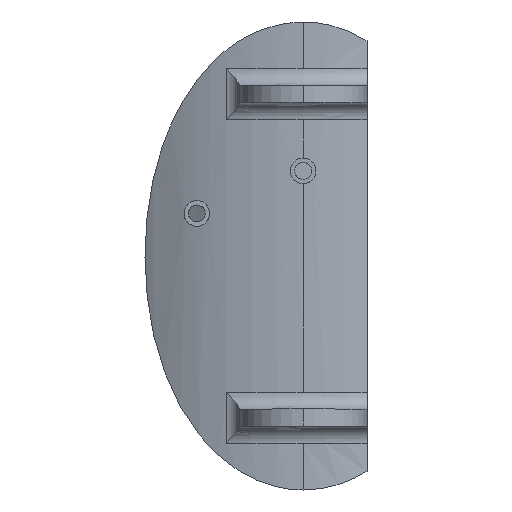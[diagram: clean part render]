
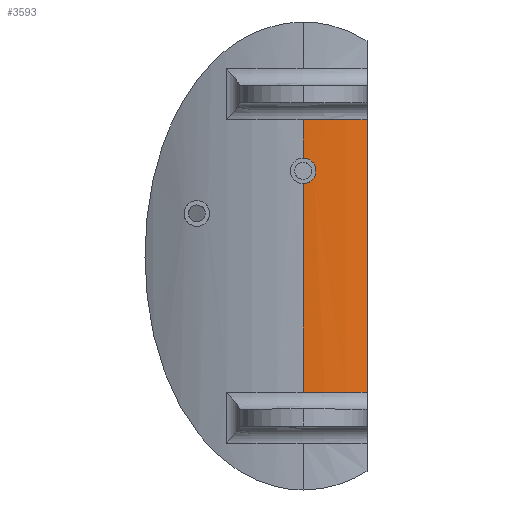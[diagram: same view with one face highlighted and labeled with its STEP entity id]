
A CAD part, top view. The second image highlights one B-rep face of the part: STEP entity #3593.
In plain terms, the highlighted cylindrical face has radius 70 mm (diameter 140 mm), a partial arc.
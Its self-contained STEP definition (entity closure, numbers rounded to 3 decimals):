
#417 = VERTEX_POINT ( 'NONE', #8594 ) ;
#421 = CARTESIAN_POINT ( 'NONE',  ( 3., 19.804, -0.064 ) ) ;
#542 = CARTESIAN_POINT ( 'NONE',  ( 1.329, 17.303, -0.012 ) ) ;
#782 = CARTESIAN_POINT ( 'NONE',  ( 2.26, 21.982, -0.036 ) ) ;
#837 = VERTEX_POINT ( 'NONE', #9269 ) ;
#1107 = DIRECTION ( 'NONE',  ( -1., 0., 0. ) ) ;
#1232 = EDGE_CURVE ( 'NONE', #11022, #1842, #2358, .T. ) ;
#1251 = LINE ( 'NONE', #10266, #10317 ) ;
#1286 = EDGE_CURVE ( 'NONE', #1402, #7662, #6467, .T. ) ;
#1402 = VERTEX_POINT ( 'NONE', #1793 ) ;
#1445 = ORIENTED_EDGE ( 'NONE', *, *, #5547, .F. ) ;
#1515 = CARTESIAN_POINT ( 'NONE',  ( 1.331, 22.696, -0.012 ) ) ;
#1769 = CIRCLE ( 'NONE', #4113, 70. ) ;
#1793 = CARTESIAN_POINT ( 'NONE',  ( 0., 23., 0. ) ) ;
#1842 = VERTEX_POINT ( 'NONE', #7659 ) ;
#1923 = EDGE_CURVE ( 'NONE', #1842, #1402, #6921, .T. ) ;
#1990 = CARTESIAN_POINT ( 'NONE',  ( 0., -32., -70. ) ) ;
#2111 = EDGE_CURVE ( 'NONE', #417, #837, #1769, .T. ) ;
#2358 = B_SPLINE_CURVE_WITH_KNOTS ( 'NONE', 3,
 ( #9295, #5785, #4830, #3931, #8447, #542, #7550, #3079, #2359, #9210, #3191, #9167, #4089, #4947, #4787, #5660, #421, #6557 ),
 .UNSPECIFIED., .F., .F.,
 ( 4, 2, 2, 2, 2, 2, 2, 2, 4 ),
 ( 0.005, 0.005, 0.006, 0.006, 0.007, 0.008, 0.008, 0.009, 0.009 ),
 .UNSPECIFIED. ) ;
#2359 = CARTESIAN_POINT ( 'NONE',  ( 1.981, 17.739, -0.028 ) ) ;
#2367 = ORIENTED_EDGE ( 'NONE', *, *, #2111, .T. ) ;
#2433 = CARTESIAN_POINT ( 'NONE',  ( 2.981, 20.391, -0.063 ) ) ;
#2465 = CARTESIAN_POINT ( 'NONE',  ( 3., 20.196, -0.064 ) ) ;
#2657 = LINE ( 'NONE', #3915, #11317 ) ;
#2900 = DIRECTION ( 'NONE',  ( 0., 1., 0. ) ) ;
#2938 = DIRECTION ( 'NONE',  ( 0., 0., 1. ) ) ;
#3076 = AXIS2_PLACEMENT_3D ( 'NONE', #5982, #4616, #2938 ) ;
#3079 = CARTESIAN_POINT ( 'NONE',  ( 1.83, 17.615, -0.024 ) ) ;
#3191 = CARTESIAN_POINT ( 'NONE',  ( 2.385, 18.17, -0.041 ) ) ;
#3228 = CARTESIAN_POINT ( 'NONE',  ( 2.904, 20.777, -0.06 ) ) ;
#3300 = CARTESIAN_POINT ( 'NONE',  ( 0.967, 22.847, -0.006 ) ) ;
#3391 = CARTESIAN_POINT ( 'NONE',  ( 0.198, 23., 0. ) ) ;
#3593 = ADVANCED_FACE ( 'NONE', ( #7470 ), #3927, .T. ) ;
#3915 = CARTESIAN_POINT ( 'NONE',  ( 15., -55.003, -1.626 ) ) ;
#3927 = CYLINDRICAL_SURFACE ( 'NONE', #3076, 70. ) ;
#3931 = CARTESIAN_POINT ( 'NONE',  ( 0.779, 17.096, -0.004 ) ) ;
#4089 = CARTESIAN_POINT ( 'NONE',  ( 2.697, 18.671, -0.052 ) ) ;
#4093 = DIRECTION ( 'NONE',  ( 0., 1., 0. ) ) ;
#4103 = DIRECTION ( 'NONE',  ( 0., -1., 0. ) ) ;
#4113 = AXIS2_PLACEMENT_3D ( 'NONE', #1990, #2900, #1107 ) ;
#4234 = CARTESIAN_POINT ( 'NONE',  ( 1.984, 22.259, -0.028 ) ) ;
#4486 = ORIENTED_EDGE ( 'NONE', *, *, #1286, .F. ) ;
#4616 = DIRECTION ( 'NONE',  ( 0., 1., 0. ) ) ;
#4775 = DIRECTION ( 'NONE',  ( 0., -1., 0. ) ) ;
#4787 = CARTESIAN_POINT ( 'NONE',  ( 2.904, 19.221, -0.06 ) ) ;
#4830 = CARTESIAN_POINT ( 'NONE',  ( 0.394, 17.02, -0.001 ) ) ;
#4932 = CIRCLE ( 'NONE', #8466, 70. ) ;
#4947 = CARTESIAN_POINT ( 'NONE',  ( 2.847, 19.034, -0.058 ) ) ;
#5547 = EDGE_CURVE ( 'NONE', #6943, #837, #2657, .T. ) ;
#5592 = ORIENTED_EDGE ( 'NONE', *, *, #1923, .F. ) ;
#5660 = CARTESIAN_POINT ( 'NONE',  ( 2.98, 19.605, -0.063 ) ) ;
#5718 = CARTESIAN_POINT ( 'NONE',  ( 0., 17., 0. ) ) ;
#5736 = EDGE_LOOP ( 'NONE', ( #8520, #2367, #1445, #6116, #4486, #5592, #6289 ) ) ;
#5785 = CARTESIAN_POINT ( 'NONE',  ( 0.196, 17., 0. ) ) ;
#5882 = DIRECTION ( 'NONE',  ( -1., 0., 0. ) ) ;
#5982 = CARTESIAN_POINT ( 'NONE',  ( 0., -55.003, -70. ) ) ;
#6116 = ORIENTED_EDGE ( 'NONE', *, *, #11227, .T. ) ;
#6289 = ORIENTED_EDGE ( 'NONE', *, *, #1232, .F. ) ;
#6467 = LINE ( 'NONE', #10507, #11296 ) ;
#6557 = CARTESIAN_POINT ( 'NONE',  ( 3., 20., -0.064 ) ) ;
#6821 = CARTESIAN_POINT ( 'NONE',  ( 0.777, 22.904, -0.004 ) ) ;
#6856 = CARTESIAN_POINT ( 'NONE',  ( 2.604, 21.503, -0.048 ) ) ;
#6921 = B_SPLINE_CURVE_WITH_KNOTS ( 'NONE', 3,
 ( #8596, #2465, #2433, #3228, #11297, #11222, #6856, #9474, #782, #4234, #10376, #8558, #1515, #3300, #6821, #7746, #3391, #9439 ),
 .UNSPECIFIED., .F., .F.,
 ( 4, 2, 2, 2, 2, 2, 2, 2, 4 ),
 ( 0.009, 0.01, 0.011, 0.011, 0.012, 0.012, 0.013, 0.013, 0.014 ),
 .UNSPECIFIED. ) ;
#6943 = VERTEX_POINT ( 'NONE', #7101 ) ;
#7101 = CARTESIAN_POINT ( 'NONE',  ( 15., 32., -1.626 ) ) ;
#7470 = FACE_OUTER_BOUND ( 'NONE', #5736, .T. ) ;
#7550 = CARTESIAN_POINT ( 'NONE',  ( 1.505, 17.397, -0.016 ) ) ;
#7607 = CARTESIAN_POINT ( 'NONE',  ( 0., 32., -70. ) ) ;
#7659 = CARTESIAN_POINT ( 'NONE',  ( 3., 20., -0.064 ) ) ;
#7662 = VERTEX_POINT ( 'NONE', #10113 ) ;
#7746 = CARTESIAN_POINT ( 'NONE',  ( 0.393, 22.981, -0.001 ) ) ;
#8447 = CARTESIAN_POINT ( 'NONE',  ( 0.966, 17.153, -0.006 ) ) ;
#8466 = AXIS2_PLACEMENT_3D ( 'NONE', #7607, #4103, #5882 ) ;
#8520 = ORIENTED_EDGE ( 'NONE', *, *, #10745, .F. ) ;
#8558 = CARTESIAN_POINT ( 'NONE',  ( 1.503, 22.604, -0.016 ) ) ;
#8594 = CARTESIAN_POINT ( 'NONE',  ( 0., -32., 0. ) ) ;
#8596 = CARTESIAN_POINT ( 'NONE',  ( 3., 20., -0.064 ) ) ;
#8726 = DIRECTION ( 'NONE',  ( 0., 1., 0. ) ) ;
#9167 = CARTESIAN_POINT ( 'NONE',  ( 2.603, 18.495, -0.048 ) ) ;
#9210 = CARTESIAN_POINT ( 'NONE',  ( 2.261, 18.019, -0.036 ) ) ;
#9269 = CARTESIAN_POINT ( 'NONE',  ( 15., -32., -1.626 ) ) ;
#9295 = CARTESIAN_POINT ( 'NONE',  ( 0., 17., 0. ) ) ;
#9439 = CARTESIAN_POINT ( 'NONE',  ( 0., 23., 0. ) ) ;
#9474 = CARTESIAN_POINT ( 'NONE',  ( 2.385, 21.831, -0.041 ) ) ;
#10113 = CARTESIAN_POINT ( 'NONE',  ( 0., 32., 0. ) ) ;
#10266 = CARTESIAN_POINT ( 'NONE',  ( 0., -55.003, 0. ) ) ;
#10317 = VECTOR ( 'NONE', #4093, 1000. ) ;
#10376 = CARTESIAN_POINT ( 'NONE',  ( 1.829, 22.386, -0.024 ) ) ;
#10507 = CARTESIAN_POINT ( 'NONE',  ( 0., -55.003, 0. ) ) ;
#10745 = EDGE_CURVE ( 'NONE', #417, #11022, #1251, .T. ) ;
#11022 = VERTEX_POINT ( 'NONE', #5718 ) ;
#11222 = CARTESIAN_POINT ( 'NONE',  ( 2.697, 21.328, -0.052 ) ) ;
#11227 = EDGE_CURVE ( 'NONE', #6943, #7662, #4932, .T. ) ;
#11296 = VECTOR ( 'NONE', #8726, 1000. ) ;
#11297 = CARTESIAN_POINT ( 'NONE',  ( 2.847, 20.967, -0.058 ) ) ;
#11317 = VECTOR ( 'NONE', #4775, 1000. ) ;
